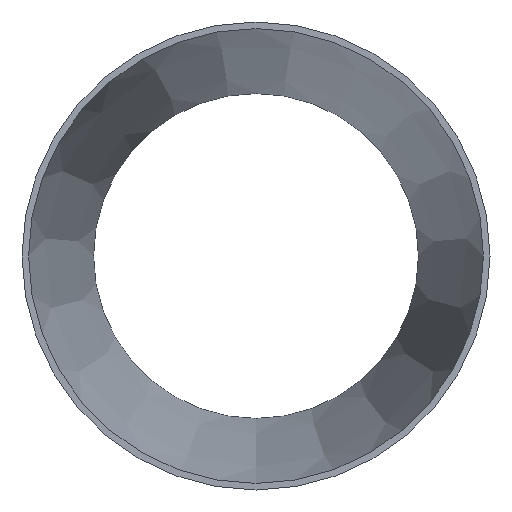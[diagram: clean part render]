
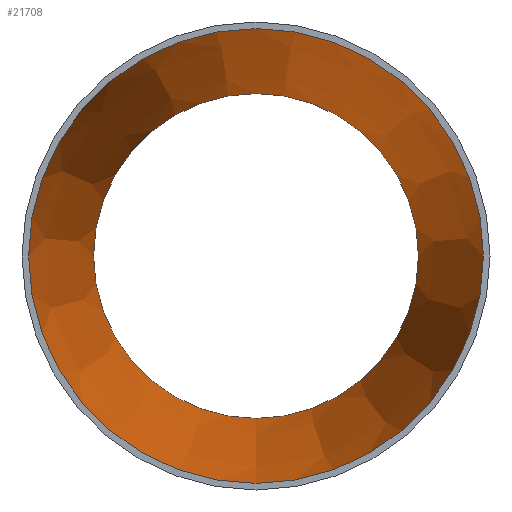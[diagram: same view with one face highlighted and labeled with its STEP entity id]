
A CAD part, front view. The second image highlights one B-rep face of the part: STEP entity #21708.
In plain terms, the highlighted conical face has half-angle 8.616 degrees and reference radius 174.943 mm.
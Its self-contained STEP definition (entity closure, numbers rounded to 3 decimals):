
#592 = CARTESIAN_POINT ( 'NONE',  ( 0., 0., 0. ) ) ;
#4895 = DIRECTION ( 'NONE',  ( 0., 0., -1. ) ) ;
#6643 = ORIENTED_EDGE ( 'NONE', *, *, #7399, .F. ) ;
#7390 = CIRCLE ( 'NONE', #40867, 174.943 ) ;
#7399 = EDGE_CURVE ( 'NONE', #7676, #7676, #21805, .T. ) ;
#7676 = VERTEX_POINT ( 'NONE', #36765 ) ;
#8076 = EDGE_CURVE ( 'NONE', #13879, #13879, #7390, .T. ) ;
#9784 = EDGE_LOOP ( 'NONE', ( #6643 ) ) ;
#10047 = DIRECTION ( 'NONE',  ( 0., 0., -1. ) ) ;
#11864 = AXIS2_PLACEMENT_3D ( 'NONE', #18225, #36811, #40397 ) ;
#13879 = VERTEX_POINT ( 'NONE', #42984 ) ;
#15132 = FACE_BOUND ( 'NONE', #9784, .T. ) ;
#15847 = FACE_OUTER_BOUND ( 'NONE', #27095, .T. ) ;
#18225 = CARTESIAN_POINT ( 'NONE',  ( 0., 330., 0. ) ) ;
#21708 = ADVANCED_FACE ( 'NONE', ( #15132, #15847 ), #46375, .F. ) ;
#21805 = CIRCLE ( 'NONE', #11864, 124.943 ) ;
#27095 = EDGE_LOOP ( 'NONE', ( #29958 ) ) ;
#28163 = DIRECTION ( 'NONE',  ( 0., -1., 0. ) ) ;
#29958 = ORIENTED_EDGE ( 'NONE', *, *, #8076, .T. ) ;
#31893 = AXIS2_PLACEMENT_3D ( 'NONE', #592, #33498, #4895 ) ;
#33498 = DIRECTION ( 'NONE',  ( 0., -1., 0. ) ) ;
#36765 = CARTESIAN_POINT ( 'NONE',  ( 0., 330., -124.943 ) ) ;
#36811 = DIRECTION ( 'NONE',  ( 0., -1., 0. ) ) ;
#40397 = DIRECTION ( 'NONE',  ( 0., 0., -1. ) ) ;
#40867 = AXIS2_PLACEMENT_3D ( 'NONE', #46546, #28163, #10047 ) ;
#42984 = CARTESIAN_POINT ( 'NONE',  ( 0., 0., -174.943 ) ) ;
#46375 = CONICAL_SURFACE ( 'NONE', #31893, 174.943, 0.15 ) ;
#46546 = CARTESIAN_POINT ( 'NONE',  ( 0., 0., 0. ) ) ;
